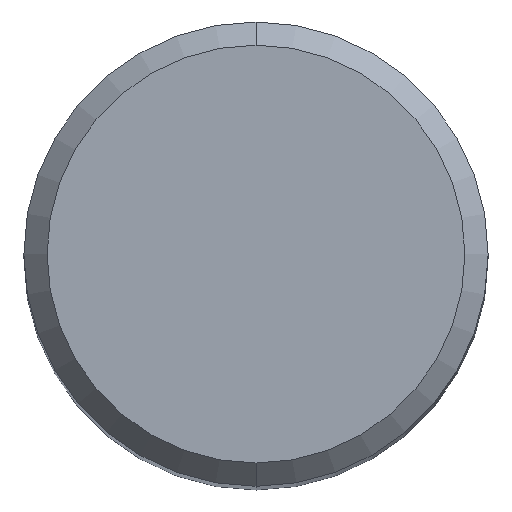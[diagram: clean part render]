
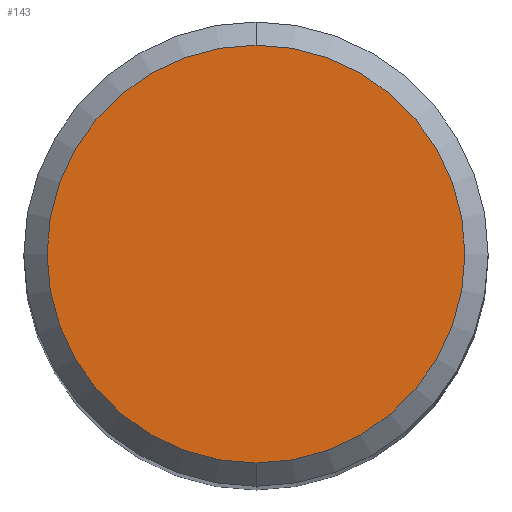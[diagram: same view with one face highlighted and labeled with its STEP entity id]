
A CAD part, top view. The second image highlights one B-rep face of the part: STEP entity #143.
In plain terms, the highlighted planar face has unit normal (0, 0, 1).
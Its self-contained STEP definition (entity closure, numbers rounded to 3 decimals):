
#107=EDGE_CURVE('',#193,#209,#251,.T.);
#143=ADVANCED_FACE('',(#293),#294,.T.);
#159=EDGE_CURVE('',#209,#193,#311,.T.);
#193=VERTEX_POINT('',#350);
#209=VERTEX_POINT('',#368);
#251=CIRCLE('',#406,3.6);
#293=FACE_OUTER_BOUND('',#458,.T.);
#294=PLANE('',#459);
#311=CIRCLE('',#483,3.6);
#350=CARTESIAN_POINT('',(0.,-3.6,0.0));
#368=CARTESIAN_POINT('',(0.0,3.6,0.0));
#406=AXIS2_PLACEMENT_3D('',#579,#580,#581);
#458=EDGE_LOOP('',(#641,#642));
#459=AXIS2_PLACEMENT_3D('',#643,#644,#645);
#483=AXIS2_PLACEMENT_3D('',#660,#661,#662);
#579=CARTESIAN_POINT('',(0.0,0.0,0.0));
#580=DIRECTION('',(0.0,0.0,-1.0));
#581=DIRECTION('',(0.0,1.0,0.0));
#641=ORIENTED_EDGE('',*,*,#159,.F.);
#642=ORIENTED_EDGE('',*,*,#107,.F.);
#643=CARTESIAN_POINT('',(0.0,1.8,0.0));
#644=DIRECTION('',(-0.0,0.0,1.0));
#645=DIRECTION('',(0.0,-1.0,0.0));
#660=CARTESIAN_POINT('',(0.0,0.0,0.0));
#661=DIRECTION('',(0.0,0.0,-1.0));
#662=DIRECTION('',(0.0,1.0,0.0));
